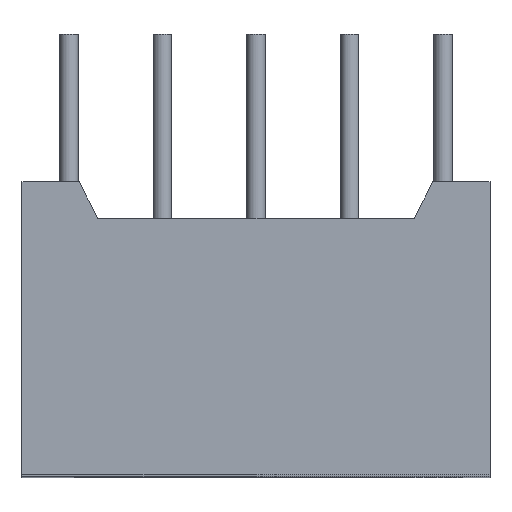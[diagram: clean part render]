
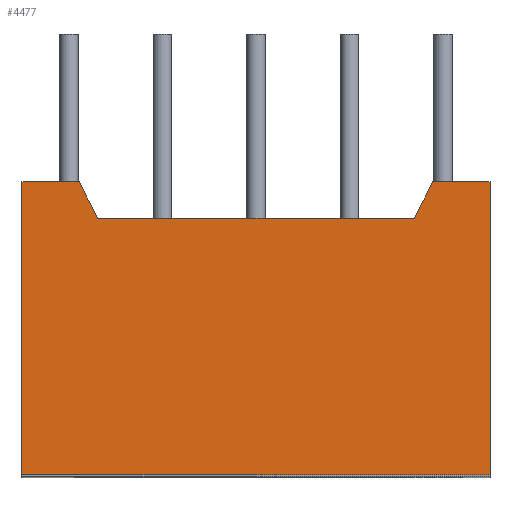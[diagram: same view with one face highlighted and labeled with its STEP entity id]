
A CAD part, top view. The second image highlights one B-rep face of the part: STEP entity #4477.
In plain terms, the highlighted face is planar.
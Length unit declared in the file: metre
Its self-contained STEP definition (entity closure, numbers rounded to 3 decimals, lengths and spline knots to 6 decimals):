
#595=ORIENTED_EDGE('',*,*,#1746,.F.);
#596=ORIENTED_EDGE('',*,*,#1747,.F.);
#597=ORIENTED_EDGE('',*,*,#1741,.T.);
#598=ORIENTED_EDGE('',*,*,#1748,.T.);
#599=ORIENTED_EDGE('',*,*,#1749,.T.);
#600=ORIENTED_EDGE('',*,*,#1750,.T.);
#601=ORIENTED_EDGE('',*,*,#1751,.T.);
#602=ORIENTED_EDGE('',*,*,#1752,.T.);
#1741=EDGE_CURVE('',#2306,#2304,#2748,.T.);
#1746=EDGE_CURVE('',#2310,#2311,#2753,.T.);
#1747=EDGE_CURVE('',#2306,#2310,#2754,.T.);
#1748=EDGE_CURVE('',#2304,#2312,#2755,.T.);
#1749=EDGE_CURVE('',#2312,#2313,#2756,.T.);
#1750=EDGE_CURVE('',#2313,#2314,#2757,.T.);
#1751=EDGE_CURVE('',#2314,#2315,#2758,.T.);
#1752=EDGE_CURVE('',#2315,#2311,#2759,.T.);
#2304=VERTEX_POINT('',#6776);
#2306=VERTEX_POINT('',#6779);
#2310=VERTEX_POINT('',#6789);
#2311=VERTEX_POINT('',#6790);
#2312=VERTEX_POINT('',#6793);
#2313=VERTEX_POINT('',#6795);
#2314=VERTEX_POINT('',#6797);
#2315=VERTEX_POINT('',#6799);
#2748=LINE('',#6778,#3257);
#2753=LINE('',#6788,#3262);
#2754=LINE('',#6791,#3263);
#2755=LINE('',#6792,#3264);
#2756=LINE('',#6794,#3265);
#2757=LINE('',#6796,#3266);
#2758=LINE('',#6798,#3267);
#2759=LINE('',#6800,#3268);
#3257=VECTOR('',#5549,1.);
#3262=VECTOR('',#5556,1.);
#3263=VECTOR('',#5557,1.);
#3264=VECTOR('',#5558,1.);
#3265=VECTOR('',#5559,1.);
#3266=VECTOR('',#5560,1.);
#3267=VECTOR('',#5561,1.);
#3268=VECTOR('',#5562,1.);
#3660=EDGE_LOOP('',(#595,#596,#597,#598,#599,#600,#601,#602));
#3969=FACE_BOUND('',#3660,.T.);
#4266=PLANE('',#4988);
#4477=ADVANCED_FACE('',(#3969),#4266,.T.);
#4988=AXIS2_PLACEMENT_3D('',#6787,#5554,#5555);
#5549=DIRECTION('',(-1.,0.,0.));
#5554=DIRECTION('',(0.,1.,0.));
#5555=DIRECTION('',(0.,0.,1.));
#5556=DIRECTION('',(-1.,0.,0.));
#5557=DIRECTION('',(0.,0.,1.));
#5558=DIRECTION('',(-0.454,0.,0.891));
#5559=DIRECTION('',(-1.,0.,0.));
#5560=DIRECTION('',(-0.454,0.,-0.891));
#5561=DIRECTION('',(-1.,0.,0.));
#5562=DIRECTION('',(0.,0.,1.));
#6776=CARTESIAN_POINT('',(0.0048,0.0095,0.));
#6778=CARTESIAN_POINT('',(-0.00635,0.0095,0.));
#6779=CARTESIAN_POINT('',(0.00635,0.0095,0.));
#6787=CARTESIAN_POINT('',(-0.00635,0.0095,0.));
#6788=CARTESIAN_POINT('',(-0.00635,0.0095,0.00795));
#6789=CARTESIAN_POINT('',(0.00635,0.0095,0.00795));
#6790=CARTESIAN_POINT('',(-0.00635,0.0095,0.00795));
#6791=CARTESIAN_POINT('',(0.00635,0.0095,0.));
#6792=CARTESIAN_POINT('',(0.002502,0.0095,0.00451));
#6793=CARTESIAN_POINT('',(0.00429,0.0095,0.001));
#6794=CARTESIAN_POINT('',(-0.00635,0.0095,0.001));
#6795=CARTESIAN_POINT('',(-0.00429,0.0095,0.001));
#6796=CARTESIAN_POINT('',(-0.005119,0.0095,-0.000627));
#6797=CARTESIAN_POINT('',(-0.0048,0.0095,0.));
#6798=CARTESIAN_POINT('',(-0.00635,0.0095,0.));
#6799=CARTESIAN_POINT('',(-0.00635,0.0095,0.));
#6800=CARTESIAN_POINT('',(-0.00635,0.0095,0.));
